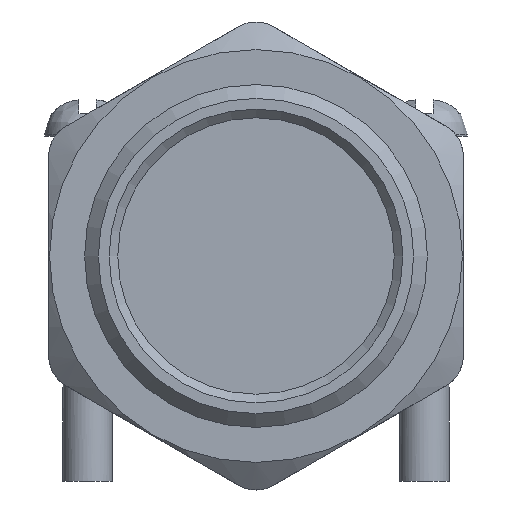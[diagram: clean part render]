
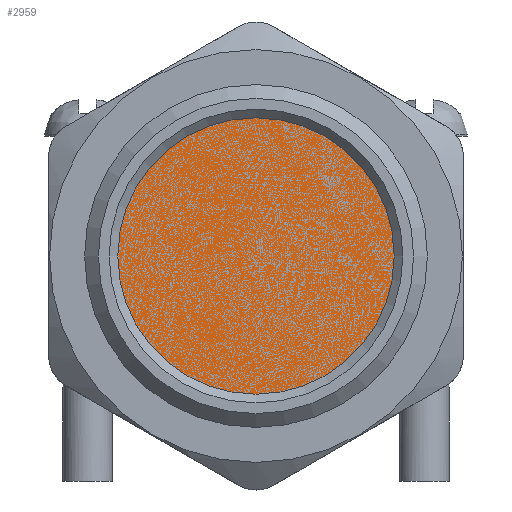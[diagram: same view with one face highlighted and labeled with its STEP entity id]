
A CAD part, left-side view. The second image highlights one B-rep face of the part: STEP entity #2959.
In plain terms, the highlighted planar face has unit normal (1, 0, 0).
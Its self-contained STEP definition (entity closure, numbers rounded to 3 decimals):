
#247=PLANE('',#3262);
#729=FACE_OUTER_BOUND('',#907,.T.);
#907=EDGE_LOOP('',(#2585));
#1024=CIRCLE('',#3263,9.925);
#1354=VERTEX_POINT('',#5611);
#1765=EDGE_CURVE('',#1354,#1354,#1024,.T.);
#2585=ORIENTED_EDGE('',*,*,#1765,.T.);
#2959=ADVANCED_FACE('',(#729),#247,.T.);
#3262=AXIS2_PLACEMENT_3D('',#5610,#3998,#3999);
#3263=AXIS2_PLACEMENT_3D('',#5612,#4000,#4001);
#3998=DIRECTION('center_axis',(1.,0.,0.));
#3999=DIRECTION('ref_axis',(0.,0.,-1.));
#4000=DIRECTION('center_axis',(1.,0.,0.));
#4001=DIRECTION('ref_axis',(0.,0.,-1.));
#5610=CARTESIAN_POINT('Origin',(-7.5,0.,0.));
#5611=CARTESIAN_POINT('',(-7.5,9.925,0.));
#5612=CARTESIAN_POINT('Origin',(-7.5,0.,0.));
